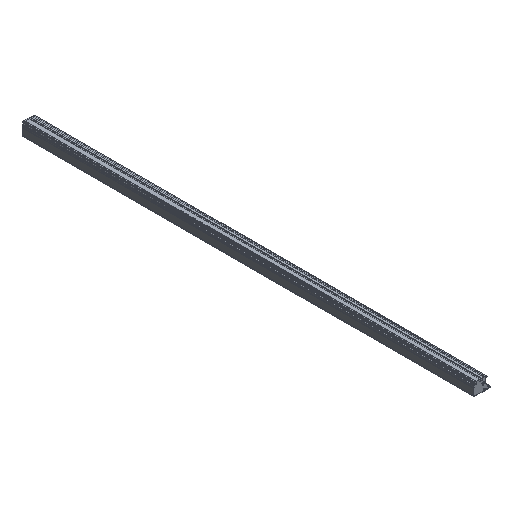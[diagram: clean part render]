
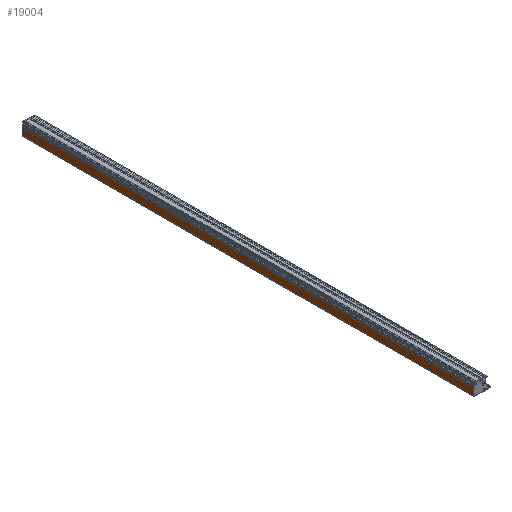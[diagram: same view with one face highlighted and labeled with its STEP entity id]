
A CAD part, isometric view. The second image highlights one B-rep face of the part: STEP entity #19004.
In plain terms, the highlighted face is planar.
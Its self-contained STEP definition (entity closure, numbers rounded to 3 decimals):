
#967 = VERTEX_POINT ( 'NONE', #21112 ) ;
#1531 = AXIS2_PLACEMENT_3D ( 'NONE', #22111, #5753, #32782 ) ;
#3494 = CARTESIAN_POINT ( 'NONE',  ( -1250., 51.739, 56.5 ) ) ;
#4069 = LINE ( 'NONE', #9865, #16231 ) ;
#5519 = CARTESIAN_POINT ( 'NONE',  ( 1250., 51.739, 56.5 ) ) ;
#5753 = DIRECTION ( 'NONE',  ( 0., 0., -1. ) ) ;
#9865 = CARTESIAN_POINT ( 'NONE',  ( 1250., 51.739, 56.5 ) ) ;
#10059 = VECTOR ( 'NONE', #29621, 1000. ) ;
#11519 = CARTESIAN_POINT ( 'NONE',  ( -1250., 11.231, 56.5 ) ) ;
#12340 = CARTESIAN_POINT ( 'NONE',  ( 1250., 5.244, 56.5 ) ) ;
#13165 = ORIENTED_EDGE ( 'NONE', *, *, #34887, .F. ) ;
#14047 = FACE_OUTER_BOUND ( 'NONE', #21675, .T. ) ;
#15937 = ORIENTED_EDGE ( 'NONE', *, *, #22612, .T. ) ;
#16231 = VECTOR ( 'NONE', #32001, 1000. ) ;
#16349 = ORIENTED_EDGE ( 'NONE', *, *, #35185, .F. ) ;
#17852 = VECTOR ( 'NONE', #22457, 1000. ) ;
#19004 = ADVANCED_FACE ( 'NONE', ( #14047 ), #30419, .F. ) ;
#21112 = CARTESIAN_POINT ( 'NONE',  ( -1250., 5.244, 56.5 ) ) ;
#21203 = VERTEX_POINT ( 'NONE', #5519 ) ;
#21675 = EDGE_LOOP ( 'NONE', ( #15937, #16349, #13165, #30778 ) ) ;
#22111 = CARTESIAN_POINT ( 'NONE',  ( 1250., 11.231, 56.5 ) ) ;
#22457 = DIRECTION ( 'NONE',  ( 0., -1., 0. ) ) ;
#22561 = VECTOR ( 'NONE', #26688, 1000. ) ;
#22612 = EDGE_CURVE ( 'NONE', #34218, #967, #25147, .T. ) ;
#25147 = LINE ( 'NONE', #11519, #17852 ) ;
#25966 = LINE ( 'NONE', #12340, #22561 ) ;
#26688 = DIRECTION ( 'NONE',  ( -1., 0., 0. ) ) ;
#27417 = LINE ( 'NONE', #33048, #10059 ) ;
#27746 = EDGE_CURVE ( 'NONE', #21203, #34218, #27417, .T. ) ;
#28104 = VERTEX_POINT ( 'NONE', #34046 ) ;
#29621 = DIRECTION ( 'NONE',  ( -1., 0., 0. ) ) ;
#30419 = PLANE ( 'NONE',  #1531 ) ;
#30778 = ORIENTED_EDGE ( 'NONE', *, *, #27746, .T. ) ;
#32001 = DIRECTION ( 'NONE',  ( 0., -1., 0. ) ) ;
#32782 = DIRECTION ( 'NONE',  ( -1., 0., 0. ) ) ;
#33048 = CARTESIAN_POINT ( 'NONE',  ( 1250., 51.739, 56.5 ) ) ;
#34046 = CARTESIAN_POINT ( 'NONE',  ( 1250., 5.244, 56.5 ) ) ;
#34218 = VERTEX_POINT ( 'NONE', #3494 ) ;
#34887 = EDGE_CURVE ( 'NONE', #21203, #28104, #4069, .T. ) ;
#35185 = EDGE_CURVE ( 'NONE', #28104, #967, #25966, .T. ) ;
